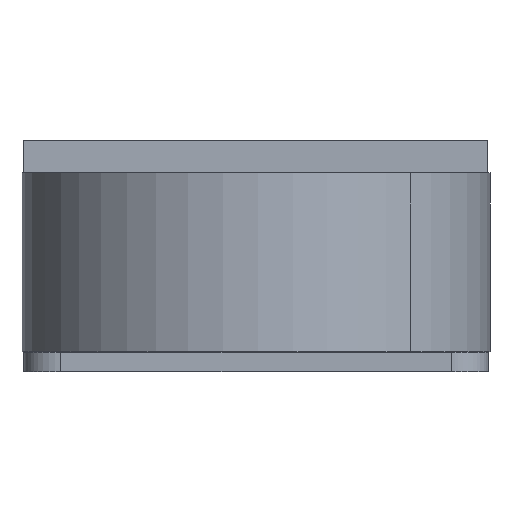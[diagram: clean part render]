
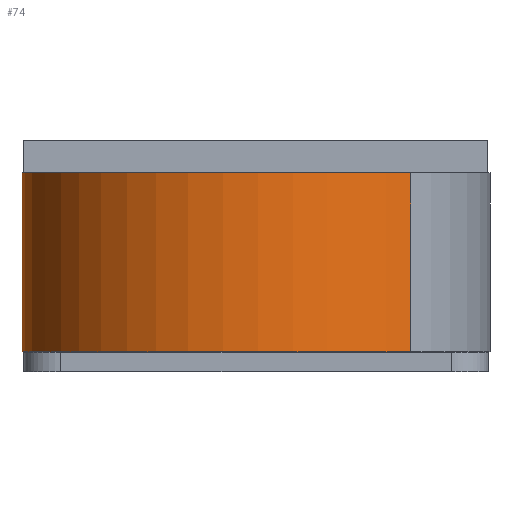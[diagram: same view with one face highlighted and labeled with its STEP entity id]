
A CAD part, front view. The second image highlights one B-rep face of the part: STEP entity #74.
In plain terms, the highlighted cylindrical face has radius 36.042 mm (diameter 72.085 mm), a partial arc.
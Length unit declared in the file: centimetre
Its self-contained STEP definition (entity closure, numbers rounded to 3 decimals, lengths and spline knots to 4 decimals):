
#74=ADVANCED_FACE('',(#126),#912,.T.);
#126=FACE_OUTER_BOUND('',#190,.T.);
#190=EDGE_LOOP('',(#362,#363,#364,#365));
#362=ORIENTED_EDGE('',*,*,#575,.T.);
#363=ORIENTED_EDGE('',*,*,#569,.T.);
#364=ORIENTED_EDGE('',*,*,#576,.F.);
#365=ORIENTED_EDGE('',*,*,#574,.F.);
#569=EDGE_CURVE('',#826,#827,#739,.T.);
#574=EDGE_CURVE('',#830,#831,#744,.T.);
#575=EDGE_CURVE('',#830,#826,#745,.T.);
#576=EDGE_CURVE('',#831,#827,#746,.T.);
#739=(
BOUNDED_CURVE()
B_SPLINE_CURVE(1,(#1391,#1392),.UNSPECIFIED.,.F.,.F.)
B_SPLINE_CURVE_WITH_KNOTS((2,2),(0.,2.7522),.UNSPECIFIED.)
CURVE()
GEOMETRIC_REPRESENTATION_ITEM()
RATIONAL_B_SPLINE_CURVE((1.,1.))
REPRESENTATION_ITEM('')
);
#744=(
BOUNDED_CURVE()
B_SPLINE_CURVE(1,(#1410,#1411),.UNSPECIFIED.,.F.,.F.)
B_SPLINE_CURVE_WITH_KNOTS((2,2),(0.,2.7522),.UNSPECIFIED.)
CURVE()
GEOMETRIC_REPRESENTATION_ITEM()
RATIONAL_B_SPLINE_CURVE((1.,1.))
REPRESENTATION_ITEM('')
);
#745=(
BOUNDED_CURVE()
B_SPLINE_CURVE(2,(#1412,#1413,#1414,#1415,#1416),.UNSPECIFIED.,.F.,.F.)
B_SPLINE_CURVE_WITH_KNOTS((3,2,3),(-11.323,-5.6615,
0.),.UNSPECIFIED.)
CURVE()
GEOMETRIC_REPRESENTATION_ITEM()
RATIONAL_B_SPLINE_CURVE((1.,0.707,1.,0.707,1.))
REPRESENTATION_ITEM('')
);
#746=(
BOUNDED_CURVE()
B_SPLINE_CURVE(2,(#1417,#1418,#1419,#1420,#1421),.UNSPECIFIED.,.F.,.F.)
B_SPLINE_CURVE_WITH_KNOTS((3,2,3),(-11.323,-5.6615,
0.),.UNSPECIFIED.)
CURVE()
GEOMETRIC_REPRESENTATION_ITEM()
RATIONAL_B_SPLINE_CURVE((1.,0.707,1.,0.707,1.))
REPRESENTATION_ITEM('')
);
#826=VERTEX_POINT('',#1378);
#827=VERTEX_POINT('',#1379);
#830=VERTEX_POINT('',#1382);
#831=VERTEX_POINT('',#1383);
#912=CYLINDRICAL_SURFACE('',#1046,3.6042);
#1046=AXIS2_PLACEMENT_3D('',#1376,#1101,$);
#1101=DIRECTION('',(0.,0.,-1.));
#1376=CARTESIAN_POINT('',(50.0026,80.0016,-2.762));
#1378=CARTESIAN_POINT('',(47.6223,82.708,-1.3859));
#1379=CARTESIAN_POINT('',(47.6223,82.708,-4.1381));
#1382=CARTESIAN_POINT('',(52.383,77.2953,-1.3859));
#1383=CARTESIAN_POINT('',(52.383,77.2953,-4.1381));
#1391=CARTESIAN_POINT('',(47.6223,82.708,-1.3859));
#1392=CARTESIAN_POINT('',(47.6223,82.708,-4.1381));
#1410=CARTESIAN_POINT('',(52.383,77.2953,-1.3859));
#1411=CARTESIAN_POINT('',(52.383,77.2953,-4.1381));
#1412=CARTESIAN_POINT('',(52.383,77.2953,-1.3859));
#1413=CARTESIAN_POINT('',(49.6767,74.9149,-1.3859));
#1414=CARTESIAN_POINT('',(47.2963,77.6213,-1.3859));
#1415=CARTESIAN_POINT('',(44.9159,80.3276,-1.3859));
#1416=CARTESIAN_POINT('',(47.6223,82.708,-1.3859));
#1417=CARTESIAN_POINT('',(52.383,77.2953,-4.1381));
#1418=CARTESIAN_POINT('',(49.6767,74.9149,-4.1381));
#1419=CARTESIAN_POINT('',(47.2963,77.6213,-4.1381));
#1420=CARTESIAN_POINT('',(44.9159,80.3276,-4.1381));
#1421=CARTESIAN_POINT('',(47.6223,82.708,-4.1381));
